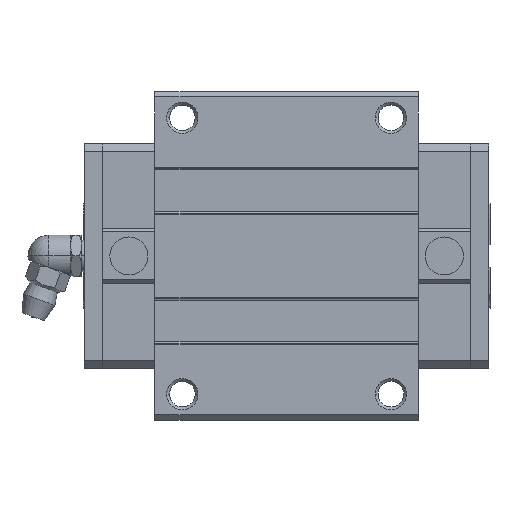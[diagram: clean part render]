
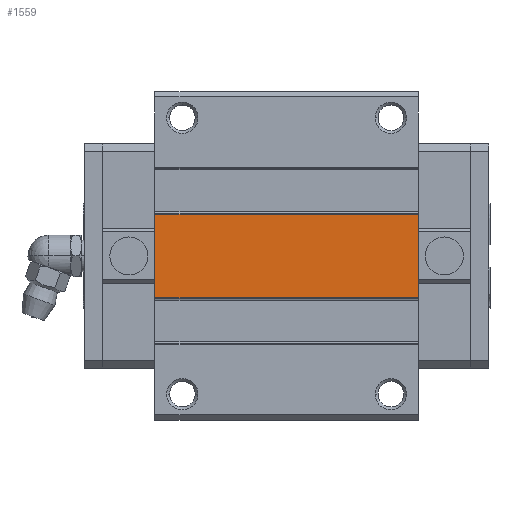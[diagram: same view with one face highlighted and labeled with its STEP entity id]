
A CAD part, top view. The second image highlights one B-rep face of the part: STEP entity #1559.
In plain terms, the highlighted planar face has unit normal (0, 0, 1).
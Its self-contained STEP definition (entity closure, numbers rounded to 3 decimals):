
#1498=CARTESIAN_POINT('POINT98',(44.25,-8.,
   30.));
#1499=VERTEX_POINT('VERTEX98',#1498);
#1506=CARTESIAN_POINT('POINT99',(-6.25,-8.,
   30.));
#1507=VERTEX_POINT('VERTEX99',#1506);
#1508=CARTESIAN_POINT('POS173',(-6.25,-8.,
   30.));
#1509=DIRECTION('DIR257',(1.,0.,0.));
#1510=VECTOR('VEC89',#1509,1.);
#1511=LINE('STRAIGHT89',#1508,#1510);
#1512=EDGE_CURVE('EDGE146',#1507,#1499,#1511,.T.);
#1529=CARTESIAN_POINT('POINT100',(44.25,8.,30.));
#1530=VERTEX_POINT('VERTEX100',#1529);
#1531=CARTESIAN_POINT('POS176',(44.25,-8.,
   30.));
#1532=DIRECTION('DIR261',(0.,1.,0.));
#1533=VECTOR('VEC91',#1532,1.);
#1534=LINE('STRAIGHT91',#1531,#1533);
#1535=EDGE_CURVE('EDGE148',#1499,#1530,#1534,.T.);
#1536=ORIENTED_EDGE('COEDGE237',*,*,#1535,.T.);
#1537=CARTESIAN_POINT('POINT101',(-6.25,8.,30.));
#1538=VERTEX_POINT('VERTEX101',#1537);
#1539=CARTESIAN_POINT('POS177',(-6.25,8.,30.));
#1540=DIRECTION('DIR262',(1.,0.,0.));
#1541=VECTOR('VEC92',#1540,1.);
#1542=LINE('STRAIGHT92',#1539,#1541);
#1543=EDGE_CURVE('EDGE149',#1538,#1530,#1542,.T.);
#1544=ORIENTED_EDGE('COEDGE238',*,*,#1543,.F.);
#1545=CARTESIAN_POINT('POS178',(-6.25,-8.,
   30.));
#1546=DIRECTION('DIR263',(0.,1.,0.));
#1547=VECTOR('VEC93',#1546,1.);
#1548=LINE('STRAIGHT93',#1545,#1547);
#1549=EDGE_CURVE('EDGE150',#1507,#1538,#1548,.T.);
#1550=ORIENTED_EDGE('COEDGE239',*,*,#1549,.F.);
#1551=ORIENTED_EDGE('COEDGE240',*,*,#1512,.T.);
#1552=EDGE_LOOP('NONE',(#1536,#1544,#1550,#1551));
#1553=FACE_BOUND('LOOP1',#1552,.T.);
#1554=CARTESIAN_POINT('POS179',(-6.25,-8.,
   30.));
#1555=DIRECTION('DIR264',(0.,0.,1.));
#1556=DIRECTION('DIR265',(1.,0.,0.));
#1557=AXIS2_PLACEMENT_3D('AXIS86',#1554,#1555,#1556);
#1558=PLANE('PLANE24',#1557);
#1559=ADVANCED_FACE('FACE51',(#1553),#1558,.T.);
